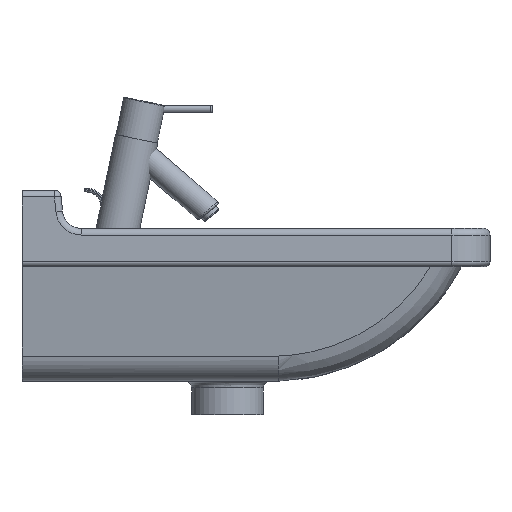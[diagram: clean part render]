
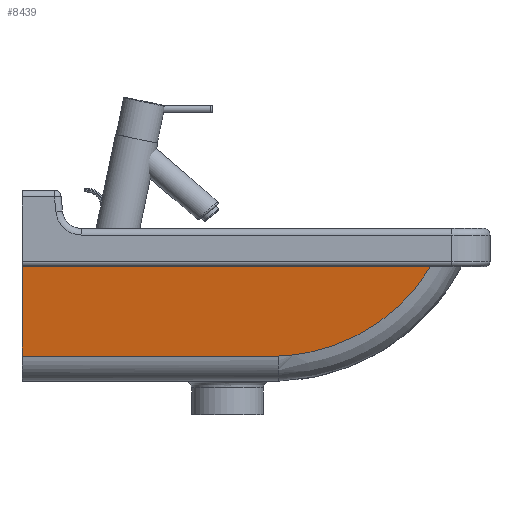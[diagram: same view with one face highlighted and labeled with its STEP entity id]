
A CAD part, left-side view. The second image highlights one B-rep face of the part: STEP entity #8439.
In plain terms, the highlighted planar face has unit normal (-0.993, 0, -0.122).
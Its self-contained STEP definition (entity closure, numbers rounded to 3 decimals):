
#861=CARTESIAN_POINT('',(217.398,-395.63,155.0));
#862=VERTEX_POINT('',#861);
#892=CARTESIAN_POINT('',(217.398,32.232,155.));
#893=VERTEX_POINT('',#892);
#900=CARTESIAN_POINT('',(217.398,32.232,155.));
#901=DIRECTION('',(0.0,-1.0,0.0));
#902=VECTOR('',#901,427.863);
#903=LINE('',#900,#902);
#904=EDGE_CURVE('',#893,#862,#903,.T.);
#1050=CARTESIAN_POINT('',(228.897,32.232,61.344));
#1051=VERTEX_POINT('',#1050);
#1059=CARTESIAN_POINT('',(217.398,32.232,155.));
#1060=DIRECTION('',(0.122,0.0,-0.993));
#1061=VECTOR('',#1060,94.359);
#1062=LINE('',#1059,#1061);
#1063=EDGE_CURVE('',#893,#1051,#1062,.T.);
#6338=CARTESIAN_POINT('',(228.897,-236.008,61.344));
#6339=VERTEX_POINT('',#6338);
#6340=CARTESIAN_POINT('',(205.099,-229.573,255.166));
#6341=DIRECTION('',(0.993,0.0,0.122));
#6342=DIRECTION('',(0.122,0.,-0.993));
#6343=AXIS2_PLACEMENT_3D('',#6340,#6341,#6342);
#6344=ELLIPSE('',#6343,195.385,193.929);
#6345=EDGE_CURVE('',#862,#6339,#6344,.T.);
#6375=CARTESIAN_POINT('',(228.897,-236.008,61.344));
#6376=DIRECTION('',(0.0,1.0,0.0));
#6377=VECTOR('',#6376,268.24);
#6378=LINE('',#6375,#6377);
#6379=EDGE_CURVE('',#6339,#1051,#6378,.T.);
#8428=CARTESIAN_POINT('',(224.765,-94.018,95.0));
#8429=DIRECTION('',(-0.993,0.0,-0.122));
#8430=DIRECTION('',(-0.122,0.0,0.993));
#8431=AXIS2_PLACEMENT_3D('',#8428,#8429,#8430);
#8432=PLANE('',#8431);
#8433=ORIENTED_EDGE('',*,*,#6345,.F.);
#8434=ORIENTED_EDGE('',*,*,#904,.F.);
#8435=ORIENTED_EDGE('',*,*,#1063,.T.);
#8436=ORIENTED_EDGE('',*,*,#6379,.F.);
#8437=EDGE_LOOP('',(#8433,#8434,#8435,#8436));
#8438=FACE_OUTER_BOUND('',#8437,.T.);
#8439=ADVANCED_FACE('',(#8438),#8432,.T.);
